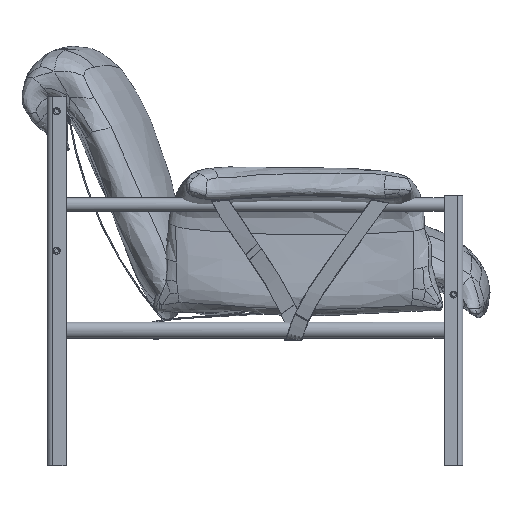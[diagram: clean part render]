
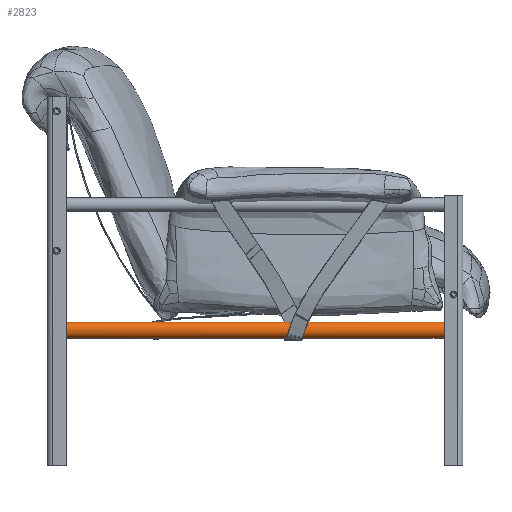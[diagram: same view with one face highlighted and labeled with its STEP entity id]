
A CAD part, left-side view. The second image highlights one B-rep face of the part: STEP entity #2823.
In plain terms, the highlighted cylindrical face has radius 15 mm (diameter 30 mm), a full revolution.
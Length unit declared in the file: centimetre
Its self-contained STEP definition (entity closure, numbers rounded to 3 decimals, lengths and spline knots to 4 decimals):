
#2823=ADVANCED_FACE('',(#3627),#12441,.T.);
#3627=FACE_OUTER_BOUND('',#4431,.T.);
#4431=EDGE_LOOP('',(#5320,#5321,#5322,#5323));
#5320=ORIENTED_EDGE('',*,*,#8895,.F.);
#5321=ORIENTED_EDGE('',*,*,#8896,.T.);
#5322=ORIENTED_EDGE('',*,*,#8897,.F.);
#5323=ORIENTED_EDGE('',*,*,#8896,.F.);
#8895=EDGE_CURVE('',#11259,#11259,#10755,.T.);
#8896=EDGE_CURVE('',#11259,#11258,#10756,.T.);
#8897=EDGE_CURVE('',#11258,#11258,#10757,.T.);
#10755=(
BOUNDED_CURVE()
B_SPLINE_CURVE(2,(#13876,#13877,#13878,#13879,#13880,#13881,#13882,#13883,
#13884),.UNSPECIFIED.,.T.,.F.)
B_SPLINE_CURVE_WITH_KNOTS((3,2,2,2,3),(0.,23.5619,47.1239,
70.6858,94.2478),.UNSPECIFIED.)
CURVE()
GEOMETRIC_REPRESENTATION_ITEM()
RATIONAL_B_SPLINE_CURVE((1.,0.707,1.,0.707,1.,0.707,
1.,0.707,1.))
REPRESENTATION_ITEM('')
);
#10756=(
BOUNDED_CURVE()
B_SPLINE_CURVE(1,(#13885,#13886),.UNSPECIFIED.,.F.,.F.)
B_SPLINE_CURVE_WITH_KNOTS((2,2),(0.,700.),.UNSPECIFIED.)
CURVE()
GEOMETRIC_REPRESENTATION_ITEM()
RATIONAL_B_SPLINE_CURVE((1.,1.))
REPRESENTATION_ITEM('')
);
#10757=(
BOUNDED_CURVE()
B_SPLINE_CURVE(2,(#13887,#13888,#13889,#13890,#13891,#13892,#13893,#13894,
#13895),.UNSPECIFIED.,.T.,.F.)
B_SPLINE_CURVE_WITH_KNOTS((3,2,2,2,3),(-94.2478,-70.6858,
-47.1239,-23.5619,0.),.UNSPECIFIED.)
CURVE()
GEOMETRIC_REPRESENTATION_ITEM()
RATIONAL_B_SPLINE_CURVE((1.,0.707,1.,0.707,1.,0.707,
1.,0.707,1.))
REPRESENTATION_ITEM('')
);
#11258=VERTEX_POINT('',#13874);
#11259=VERTEX_POINT('',#13875);
#12441=CYLINDRICAL_SURFACE('',#12912,1.5);
#12912=AXIS2_PLACEMENT_3D('',#13873,#13337,$);
#13337=DIRECTION('',(0.,1.,0.));
#13873=CARTESIAN_POINT('',(-1.75,38.5,25.1));
#13874=CARTESIAN_POINT('',(-1.75,73.5,26.6));
#13875=CARTESIAN_POINT('',(-1.75,3.5,26.6));
#13876=CARTESIAN_POINT('',(-1.75,3.5,26.6));
#13877=CARTESIAN_POINT('',(-3.25,3.5,26.6));
#13878=CARTESIAN_POINT('',(-3.25,3.5,25.1));
#13879=CARTESIAN_POINT('',(-3.25,3.5,23.6));
#13880=CARTESIAN_POINT('',(-1.75,3.5,23.6));
#13881=CARTESIAN_POINT('',(-0.25,3.5,23.6));
#13882=CARTESIAN_POINT('',(-0.25,3.5,25.1));
#13883=CARTESIAN_POINT('',(-0.25,3.5,26.6));
#13884=CARTESIAN_POINT('',(-1.75,3.5,26.6));
#13885=CARTESIAN_POINT('',(-1.75,3.5,26.6));
#13886=CARTESIAN_POINT('',(-1.75,73.5,26.6));
#13887=CARTESIAN_POINT('',(-1.75,73.5,26.6));
#13888=CARTESIAN_POINT('',(-0.25,73.5,26.6));
#13889=CARTESIAN_POINT('',(-0.25,73.5,25.1));
#13890=CARTESIAN_POINT('',(-0.25,73.5,23.6));
#13891=CARTESIAN_POINT('',(-1.75,73.5,23.6));
#13892=CARTESIAN_POINT('',(-3.25,73.5,23.6));
#13893=CARTESIAN_POINT('',(-3.25,73.5,25.1));
#13894=CARTESIAN_POINT('',(-3.25,73.5,26.6));
#13895=CARTESIAN_POINT('',(-1.75,73.5,26.6));
